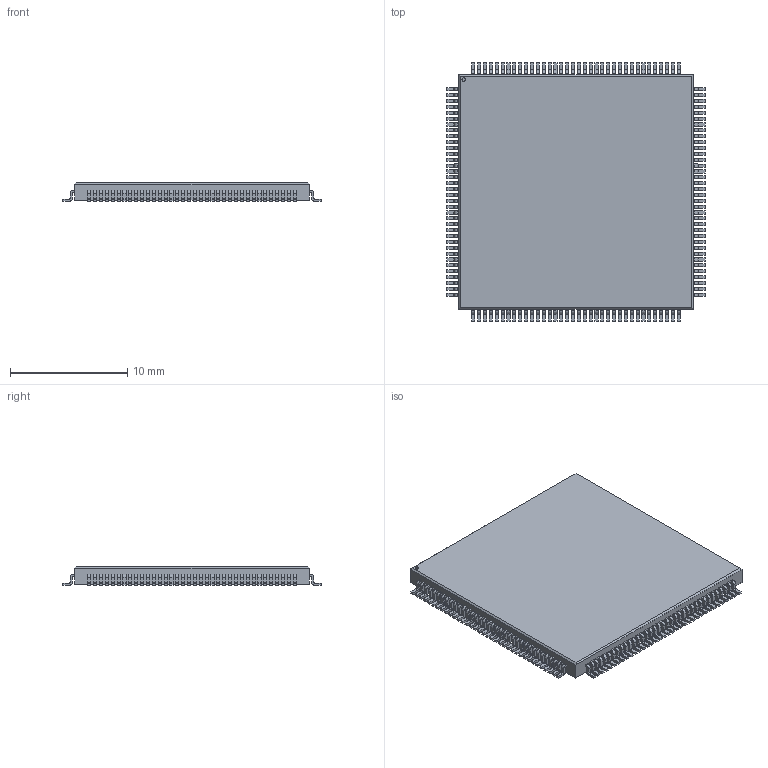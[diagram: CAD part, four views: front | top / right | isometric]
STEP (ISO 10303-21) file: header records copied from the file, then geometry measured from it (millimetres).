
FILE_DESCRIPTION(/* description */ (''),/* implementation_level */ '2;1');
FILE_NAME(/* name */ 'qfp_1629061469750.stp',/* time_stamp */ '2021-08-15T21:04:37+00:00',/* author */ (''),/* organization */ (''),/* preprocessor_version */ 'ST-DEVELOPER v18.1',/* originating_system */ 'ASM',/* authorisation */ '');
FILE_SCHEMA (('AUTOMOTIVE_DESIGN { 1 0 10303 214 3 1 1 }'));
Length unit declared in the file: millimetre
Products named in the file (1): qfp_1629061469750
Bounding box: 22 x 22 x 1.6 mm (x, y, z)
Volume: 611.7 mm3; surface area: 1131 mm2
Topology: 1 solids, 1 shells, 1884 faces, 5207 edges, 3470 vertices
Faces by surface type: plane 1307, cylinder 577
Full cylindrical faces by diameter (mm): 0.3 x1
Entity records: 61829 total; most frequent: CARTESIAN_POINT 10562, ORIENTED_EDGE 10414, DIRECTION 10131, EDGE_CURVE 5207, LINE 4053, VECTOR 4053, VERTEX_POINT 3470, AXIS2_PLACEMENT_3D 3039
